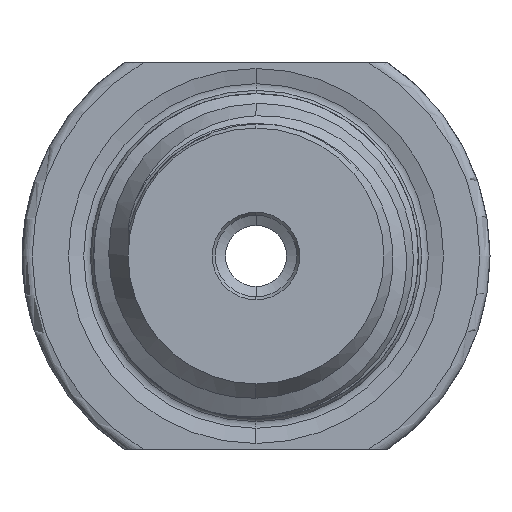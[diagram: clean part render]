
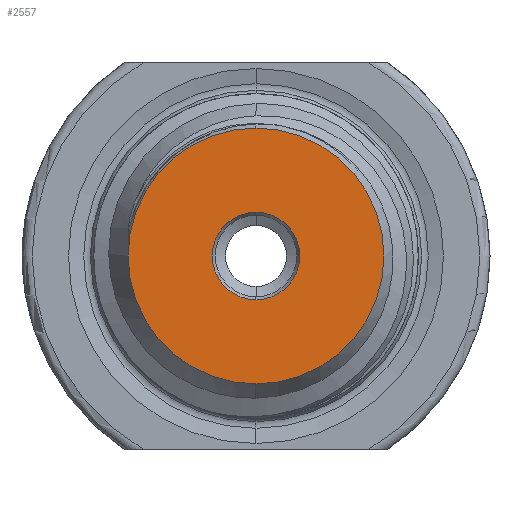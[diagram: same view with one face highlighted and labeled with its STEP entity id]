
A CAD part, left-side view. The second image highlights one B-rep face of the part: STEP entity #2557.
In plain terms, the highlighted planar face has unit normal (-1, 0, 0).
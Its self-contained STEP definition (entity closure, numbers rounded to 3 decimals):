
#288 = EDGE_LOOP ( 'NONE', ( #3072, #1076 ) ) ;
#521 = DIRECTION ( 'NONE',  ( 0., 0., 1. ) ) ;
#667 = DIRECTION ( 'NONE',  ( 0., 0., -1. ) ) ;
#723 = AXIS2_PLACEMENT_3D ( 'NONE', #4612, #1480, #521 ) ;
#736 = VERTEX_POINT ( 'NONE', #3377 ) ;
#942 = CIRCLE ( 'NONE', #2617, 2.15 ) ;
#973 = CARTESIAN_POINT ( 'NONE',  ( 0., 0., 0. ) ) ;
#996 = AXIS2_PLACEMENT_3D ( 'NONE', #1994, #1587, #1011 ) ;
#1011 = DIRECTION ( 'NONE',  ( 0., 0., 1. ) ) ;
#1076 = ORIENTED_EDGE ( 'NONE', *, *, #1974, .T. ) ;
#1129 = DIRECTION ( 'NONE',  ( -1., 0., 0. ) ) ;
#1146 = PLANE ( 'NONE',  #3095 ) ;
#1220 = ORIENTED_EDGE ( 'NONE', *, *, #5305, .F. ) ;
#1480 = DIRECTION ( 'NONE',  ( -1., 0., 0. ) ) ;
#1587 = DIRECTION ( 'NONE',  ( -1., 0., 0. ) ) ;
#1757 = DIRECTION ( 'NONE',  ( -1., 0., 0. ) ) ;
#1922 = EDGE_LOOP ( 'NONE', ( #1220, #4991 ) ) ;
#1945 = FACE_OUTER_BOUND ( 'NONE', #288, .T. ) ;
#1974 = EDGE_CURVE ( 'NONE', #3976, #736, #3271, .T. ) ;
#1994 = CARTESIAN_POINT ( 'NONE',  ( 0., 0., 0. ) ) ;
#2078 = EDGE_CURVE ( 'NONE', #736, #3976, #3279, .T. ) ;
#2557 = ADVANCED_FACE ( 'NONE', ( #1945, #3790 ), #1146, .F. ) ;
#2617 = AXIS2_PLACEMENT_3D ( 'NONE', #5682, #1129, #3871 ) ;
#2928 = VERTEX_POINT ( 'NONE', #3252 ) ;
#3059 = CIRCLE ( 'NONE', #3549, 2.15 ) ;
#3072 = ORIENTED_EDGE ( 'NONE', *, *, #2078, .T. ) ;
#3095 = AXIS2_PLACEMENT_3D ( 'NONE', #4282, #3761, #667 ) ;
#3252 = CARTESIAN_POINT ( 'NONE',  ( 0., 0., -2.15 ) ) ;
#3271 = CIRCLE ( 'NONE', #723, 6.287 ) ;
#3279 = CIRCLE ( 'NONE', #996, 6.287 ) ;
#3377 = CARTESIAN_POINT ( 'NONE',  ( 0., 0., -6.287 ) ) ;
#3520 = CARTESIAN_POINT ( 'NONE',  ( 0., 0., 2.15 ) ) ;
#3549 = AXIS2_PLACEMENT_3D ( 'NONE', #973, #1757, #5480 ) ;
#3761 = DIRECTION ( 'NONE',  ( 1., 0., 0. ) ) ;
#3790 = FACE_BOUND ( 'NONE', #1922, .T. ) ;
#3871 = DIRECTION ( 'NONE',  ( 0., 0., 1. ) ) ;
#3976 = VERTEX_POINT ( 'NONE', #4300 ) ;
#3982 = EDGE_CURVE ( 'NONE', #2928, #5229, #942, .T. ) ;
#4282 = CARTESIAN_POINT ( 'NONE',  ( 0., 0., 0. ) ) ;
#4300 = CARTESIAN_POINT ( 'NONE',  ( 0., 0., 6.287 ) ) ;
#4612 = CARTESIAN_POINT ( 'NONE',  ( 0., 0., 0. ) ) ;
#4991 = ORIENTED_EDGE ( 'NONE', *, *, #3982, .F. ) ;
#5229 = VERTEX_POINT ( 'NONE', #3520 ) ;
#5305 = EDGE_CURVE ( 'NONE', #5229, #2928, #3059, .T. ) ;
#5480 = DIRECTION ( 'NONE',  ( 0., 0., 1. ) ) ;
#5682 = CARTESIAN_POINT ( 'NONE',  ( 0., 0., 0. ) ) ;
